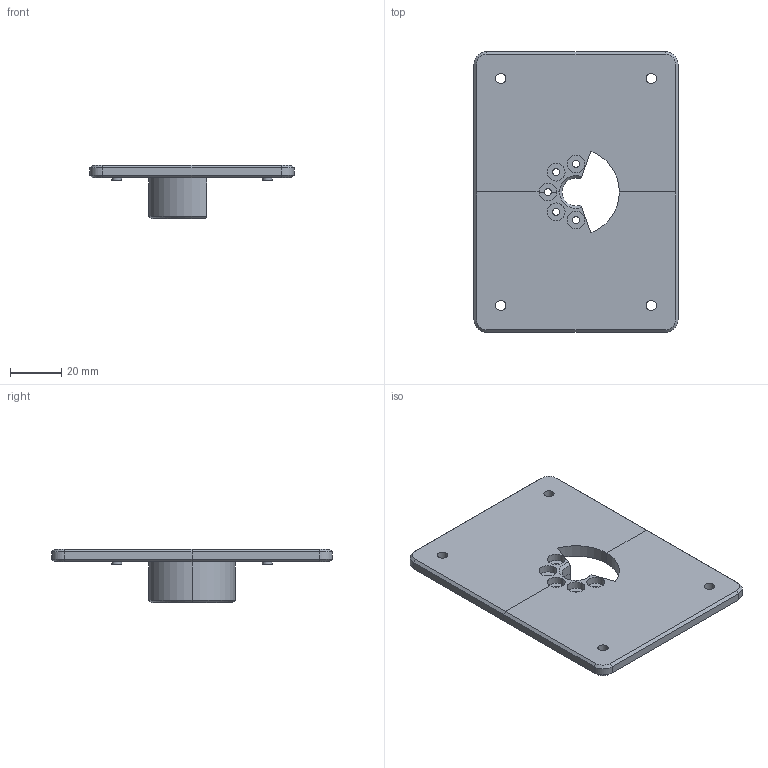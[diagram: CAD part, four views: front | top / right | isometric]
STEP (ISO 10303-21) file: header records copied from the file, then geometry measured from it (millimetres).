
FILE_DESCRIPTION(('FreeCAD Model'),'2;1');
FILE_NAME('Open CASCADE Shape Model','2023-09-21T10:06:36',('Author'),( ''),'Open CASCADE STEP processor 7.6','FreeCAD','Unknown');
FILE_SCHEMA(('AUTOMOTIVE_DESIGN { 1 0 10303 214 1 1 1 1 }'));
Length unit declared in the file: millimetre
Products named in the file (3): adapter_part; adapter_main_body; Clone006 (Mirror #4)
Assembly tree (2 placements, depth 2):
  adapter_part
    adapter_main_body
    Clone006 (Mirror #4)
Bounding box: 80 x 110 x 21 mm (x, y, z)
Volume: 47916.6 mm3; surface area: 22568.4 mm2
Topology: 2 solids, 2 shells, 100 faces, 242 edges, 150 vertices
Faces by surface type: plane 52, cylinder 36, cone 12
Full cylindrical faces by diameter (mm): 2.75 x4, 3.8 x4, 4 x4, 7 x4
Entity records: 3002 total; most frequent: DIRECTION 530, CARTESIAN_POINT 495, ORIENTED_EDGE 484, EDGE_CURVE 242, AXIS2_PLACEMENT_3D 185, LINE 160, VECTOR 160, VERTEX_POINT 150
